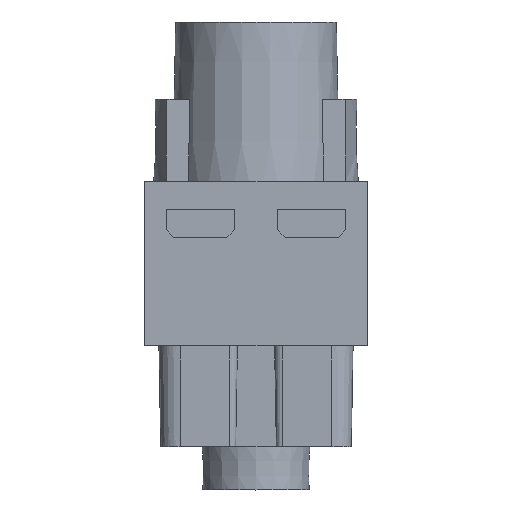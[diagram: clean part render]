
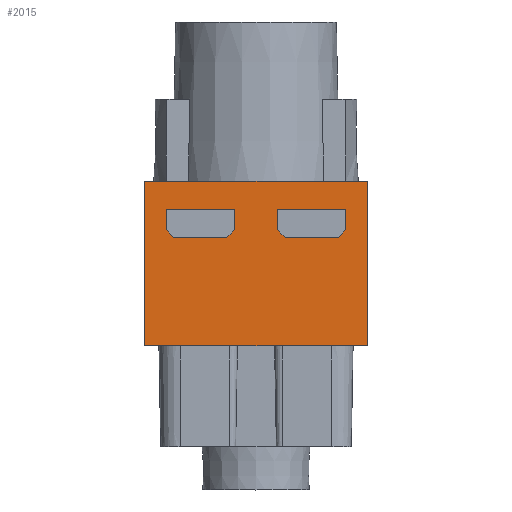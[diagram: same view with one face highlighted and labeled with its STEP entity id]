
A CAD part, front view. The second image highlights one B-rep face of the part: STEP entity #2015.
In plain terms, the highlighted planar face has unit normal (0, -1, 0).
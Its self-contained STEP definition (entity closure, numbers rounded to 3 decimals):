
#1830=FACE_BOUND('',#2809,.T.);
#1831=FACE_BOUND('',#2810,.T.);
#1832=FACE_BOUND('',#2811,.T.);
#2015=ADVANCED_FACE('',(#1830,#1831,#1832),#2254,.T.);
#2254=PLANE('',#8082);
#2809=EDGE_LOOP('',(#3823,#3824,#3825,#3826,#3827,#3828));
#2810=EDGE_LOOP('',(#3829,#3830,#3831,#3832,#3833,#3834));
#2811=EDGE_LOOP('',(#3835,#3836,#3837,#3838));
#3823=ORIENTED_EDGE('',*,*,#5035,.T.);
#3824=ORIENTED_EDGE('',*,*,#5024,.T.);
#3825=ORIENTED_EDGE('',*,*,#5027,.T.);
#3826=ORIENTED_EDGE('',*,*,#5029,.T.);
#3827=ORIENTED_EDGE('',*,*,#5031,.T.);
#3828=ORIENTED_EDGE('',*,*,#5033,.T.);
#3829=ORIENTED_EDGE('',*,*,#5053,.T.);
#3830=ORIENTED_EDGE('',*,*,#5042,.T.);
#3831=ORIENTED_EDGE('',*,*,#5045,.T.);
#3832=ORIENTED_EDGE('',*,*,#5047,.T.);
#3833=ORIENTED_EDGE('',*,*,#5049,.T.);
#3834=ORIENTED_EDGE('',*,*,#5051,.T.);
#3835=ORIENTED_EDGE('',*,*,#5398,.T.);
#3836=ORIENTED_EDGE('',*,*,#5399,.T.);
#3837=ORIENTED_EDGE('',*,*,#4953,.T.);
#3838=ORIENTED_EDGE('',*,*,#5397,.T.);
#4461=VERTEX_POINT('',#9948);
#4463=VERTEX_POINT('',#9951);
#4526=VERTEX_POINT('',#10134);
#4527=VERTEX_POINT('',#10135);
#4528=VERTEX_POINT('',#10140);
#4529=VERTEX_POINT('',#10144);
#4530=VERTEX_POINT('',#10148);
#4531=VERTEX_POINT('',#10152);
#4538=VERTEX_POINT('',#10171);
#4539=VERTEX_POINT('',#10172);
#4540=VERTEX_POINT('',#10177);
#4541=VERTEX_POINT('',#10181);
#4542=VERTEX_POINT('',#10185);
#4543=VERTEX_POINT('',#10189);
#4766=VERTEX_POINT('',#10956);
#4767=VERTEX_POINT('',#10960);
#4953=EDGE_CURVE('',#4463,#4461,#6136,.T.);
#5024=EDGE_CURVE('',#4526,#4527,#6200,.T.);
#5027=EDGE_CURVE('',#4527,#4528,#6203,.T.);
#5029=EDGE_CURVE('',#4528,#4529,#6205,.T.);
#5031=EDGE_CURVE('',#4529,#4530,#6207,.T.);
#5033=EDGE_CURVE('',#4530,#4531,#6209,.T.);
#5035=EDGE_CURVE('',#4531,#4526,#6211,.T.);
#5042=EDGE_CURVE('',#4538,#4539,#6218,.T.);
#5045=EDGE_CURVE('',#4539,#4540,#6221,.T.);
#5047=EDGE_CURVE('',#4540,#4541,#6223,.T.);
#5049=EDGE_CURVE('',#4541,#4542,#6225,.T.);
#5051=EDGE_CURVE('',#4542,#4543,#6227,.T.);
#5053=EDGE_CURVE('',#4543,#4538,#6229,.T.);
#5397=EDGE_CURVE('',#4461,#4766,#6481,.T.);
#5398=EDGE_CURVE('',#4766,#4767,#6482,.T.);
#5399=EDGE_CURVE('',#4767,#4463,#6483,.T.);
#6136=LINE('',#9950,#6802);
#6200=LINE('',#10133,#6866);
#6203=LINE('',#10139,#6869);
#6205=LINE('',#10143,#6871);
#6207=LINE('',#10147,#6873);
#6209=LINE('',#10151,#6875);
#6211=LINE('',#10155,#6877);
#6218=LINE('',#10170,#6884);
#6221=LINE('',#10176,#6887);
#6223=LINE('',#10180,#6889);
#6225=LINE('',#10184,#6891);
#6227=LINE('',#10188,#6893);
#6229=LINE('',#10192,#6895);
#6481=LINE('',#10957,#7147);
#6482=LINE('',#10959,#7148);
#6483=LINE('',#10961,#7149);
#6802=VECTOR('',#8409,1.);
#6866=VECTOR('',#8505,1.);
#6869=VECTOR('',#8510,1.);
#6871=VECTOR('',#8514,1.);
#6873=VECTOR('',#8518,1.);
#6875=VECTOR('',#8522,1.);
#6877=VECTOR('',#8526,1.);
#6884=VECTOR('',#8537,1.);
#6887=VECTOR('',#8542,1.);
#6889=VECTOR('',#8546,1.);
#6891=VECTOR('',#8550,1.);
#6893=VECTOR('',#8554,1.);
#6895=VECTOR('',#8558,1.);
#7147=VECTOR('',#9218,1.);
#7148=VECTOR('',#9221,1.);
#7149=VECTOR('',#9222,1.);
#8082=AXIS2_PLACEMENT_3D('',#10962,#9223,#9224);
#8409=DIRECTION('',(-1.,0.,0.));
#8505=DIRECTION('',(0.,0.,-1.));
#8510=DIRECTION('',(-0.707,0.,-0.707));
#8514=DIRECTION('',(-1.,0.,0.));
#8518=DIRECTION('',(-0.707,0.,0.707));
#8522=DIRECTION('',(0.,0.,1.));
#8526=DIRECTION('',(1.,0.,0.));
#8537=DIRECTION('',(0.,0.,-1.));
#8542=DIRECTION('',(-0.707,0.,-0.707));
#8546=DIRECTION('',(-1.,0.,0.));
#8550=DIRECTION('',(-0.707,0.,0.707));
#8554=DIRECTION('',(0.,0.,1.));
#8558=DIRECTION('',(1.,0.,0.));
#9218=DIRECTION('',(0.,0.,-1.));
#9221=DIRECTION('',(1.,0.,0.));
#9222=DIRECTION('',(0.,0.,1.));
#9223=DIRECTION('',(0.,-1.,0.));
#9224=DIRECTION('',(1.,0.,0.));
#9948=CARTESIAN_POINT('',(-32.358,-8.606,24.7));
#9950=CARTESIAN_POINT('',(-3.008,-8.606,24.7));
#9951=CARTESIAN_POINT('',(-3.008,-8.606,24.7));
#10133=CARTESIAN_POINT('',(-5.833,-8.606,21.));
#10134=CARTESIAN_POINT('',(-5.833,-8.606,21.));
#10135=CARTESIAN_POINT('',(-5.833,-8.606,18.3));
#10139=CARTESIAN_POINT('',(-5.833,-8.606,18.3));
#10140=CARTESIAN_POINT('',(-6.833,-8.606,17.3));
#10143=CARTESIAN_POINT('',(-6.833,-8.606,17.3));
#10144=CARTESIAN_POINT('',(-13.833,-8.606,17.3));
#10147=CARTESIAN_POINT('',(-13.833,-8.606,17.3));
#10148=CARTESIAN_POINT('',(-14.833,-8.606,18.3));
#10151=CARTESIAN_POINT('',(-14.833,-8.606,18.3));
#10152=CARTESIAN_POINT('',(-14.833,-8.606,21.));
#10155=CARTESIAN_POINT('',(-14.833,-8.606,21.));
#10170=CARTESIAN_POINT('',(-20.533,-8.606,21.));
#10171=CARTESIAN_POINT('',(-20.533,-8.606,21.));
#10172=CARTESIAN_POINT('',(-20.533,-8.606,18.3));
#10176=CARTESIAN_POINT('',(-20.533,-8.606,18.3));
#10177=CARTESIAN_POINT('',(-21.533,-8.606,17.3));
#10180=CARTESIAN_POINT('',(-21.533,-8.606,17.3));
#10181=CARTESIAN_POINT('',(-28.533,-8.606,17.3));
#10184=CARTESIAN_POINT('',(-28.533,-8.606,17.3));
#10185=CARTESIAN_POINT('',(-29.533,-8.606,18.3));
#10188=CARTESIAN_POINT('',(-29.533,-8.606,18.3));
#10189=CARTESIAN_POINT('',(-29.533,-8.606,21.));
#10192=CARTESIAN_POINT('',(-29.533,-8.606,21.));
#10956=CARTESIAN_POINT('',(-32.358,-8.606,3.));
#10957=CARTESIAN_POINT('',(-32.358,-8.606,24.7));
#10959=CARTESIAN_POINT('',(-32.358,-8.606,3.));
#10960=CARTESIAN_POINT('',(-3.008,-8.606,3.));
#10961=CARTESIAN_POINT('',(-3.008,-8.606,3.));
#10962=CARTESIAN_POINT('',(-32.358,-8.606,0.));
